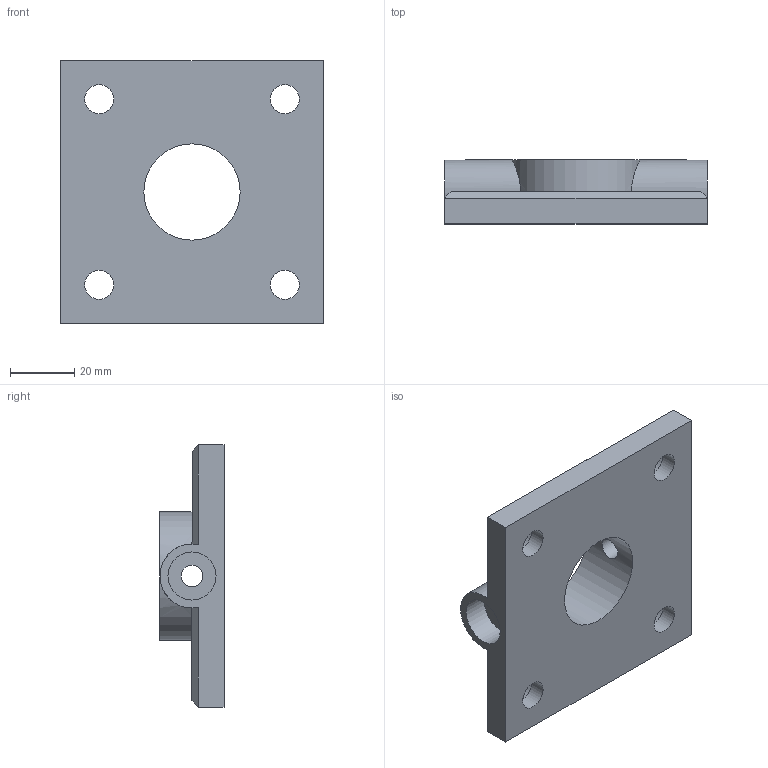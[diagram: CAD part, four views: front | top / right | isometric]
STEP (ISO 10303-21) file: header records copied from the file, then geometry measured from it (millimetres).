
FILE_DESCRIPTION(/* description */ (''),/* implementation_level */ '2;1');
FILE_NAME(/* name */ 'SurgeShaft Mount.step',/* time_stamp */ '2021-11-09T16:49:53+01:00',/* author */ (''),/* organization */ (''),/* preprocessor_version */ 'ST-DEVELOPER v18.1',/* originating_system */ 'Autodesk Translation Framework v10.10.0.1391',/* authorisation */ '');
FILE_SCHEMA (('AUTOMOTIVE_DESIGN { 1 0 10303 214 3 1 1 }'));
Length unit declared in the file: millimetre
Products named in the file (1): SurgeShaft Mount
Bounding box: 82 x 20 x 82 mm (x, y, z)
Volume: 63374.2 mm3; surface area: 20954.4 mm2
Topology: 1 solids, 1 shells, 37 faces, 83 edges, 54 vertices
Faces by surface type: plane 20, cylinder 17
Full cylindrical faces by diameter (mm): 6.779 x2, 9 x4, 14 x4, 15 x2, 30.05 x1
Entity records: 1195 total; most frequent: CARTESIAN_POINT 279, DIRECTION 185, ORIENTED_EDGE 166, EDGE_CURVE 83, AXIS2_PLACEMENT_3D 72, EDGE_LOOP 57, VERTEX_POINT 54, LINE 41
